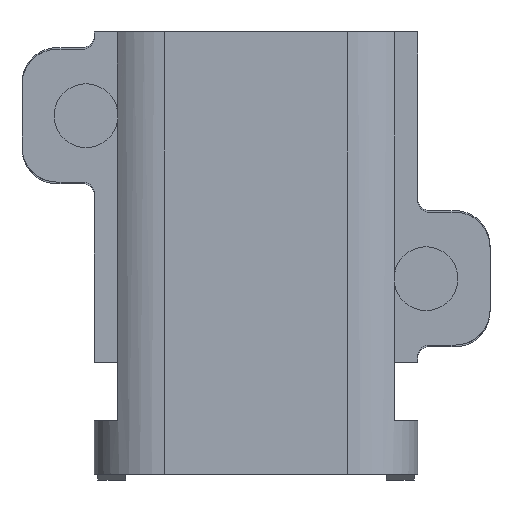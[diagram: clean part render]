
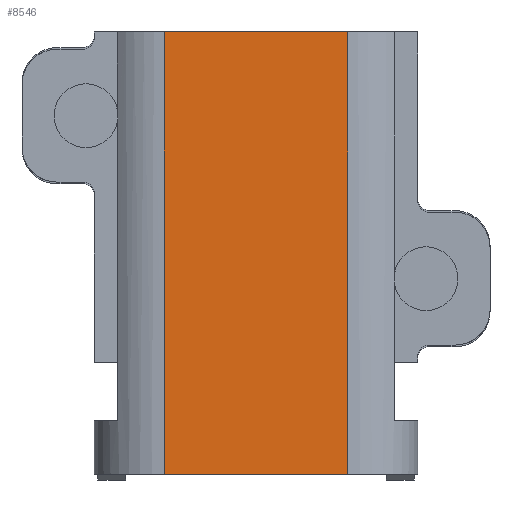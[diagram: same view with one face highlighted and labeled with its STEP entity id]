
A CAD part, left-side view. The second image highlights one B-rep face of the part: STEP entity #8546.
In plain terms, the highlighted planar face has unit normal (-1, 0, 0).
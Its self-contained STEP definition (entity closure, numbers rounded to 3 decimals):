
#2099=DIRECTION('',(0.,0.,1.));
#2100=VECTOR('',#2099,19.);
#2101=CARTESIAN_POINT('',(-5.95,3.95,-1.2));
#2102=LINE('',#2101,#2100);
#2103=DIRECTION('',(0.,-1.,0.));
#2104=VECTOR('',#2103,7.9);
#2105=CARTESIAN_POINT('',(-5.95,3.95,17.8));
#2106=LINE('',#2105,#2104);
#2107=DIRECTION('',(0.,0.,-1.));
#2108=VECTOR('',#2107,19.);
#2109=CARTESIAN_POINT('',(-5.95,-3.95,17.8));
#2110=LINE('',#2109,#2108);
#2111=DIRECTION('',(0.,1.,0.));
#2112=VECTOR('',#2111,7.9);
#2113=CARTESIAN_POINT('',(-5.95,-3.95,-1.2));
#2114=LINE('',#2113,#2112);
#4734=CARTESIAN_POINT('',(-5.95,-3.95,17.8));
#4735=CARTESIAN_POINT('',(-5.95,-3.95,-1.2));
#4736=VERTEX_POINT('',#4734);
#4737=VERTEX_POINT('',#4735);
#4742=CARTESIAN_POINT('',(-5.95,3.95,17.8));
#4744=VERTEX_POINT('',#4742);
#4808=CARTESIAN_POINT('',(-5.95,3.95,-1.2));
#4809=VERTEX_POINT('',#4808);
#8533=CARTESIAN_POINT('',(-5.95,0.,8.3));
#8534=DIRECTION('',(1.,0.,0.));
#8535=DIRECTION('',(0.,1.,0.));
#8536=AXIS2_PLACEMENT_3D('',#8533,#8534,#8535);
#8537=PLANE('',#8536);
#8538=ORIENTED_EDGE('',*,*,#7838,.T.);
#8539=ORIENTED_EDGE('',*,*,#6833,.T.);
#8541=ORIENTED_EDGE('',*,*,#8540,.T.);
#8543=ORIENTED_EDGE('',*,*,#8542,.T.);
#8544=EDGE_LOOP('',(#8538,#8539,#8541,#8543));
#8545=FACE_OUTER_BOUND('',#8544,.F.);
#8546=ADVANCED_FACE('',(#8545),#8537,.F.);
#6833=EDGE_CURVE('',#4744,#4736,#2106,.T.);
#7838=EDGE_CURVE('',#4809,#4744,#2102,.T.);
#8540=EDGE_CURVE('',#4736,#4737,#2110,.T.);
#8542=EDGE_CURVE('',#4737,#4809,#2114,.T.);
